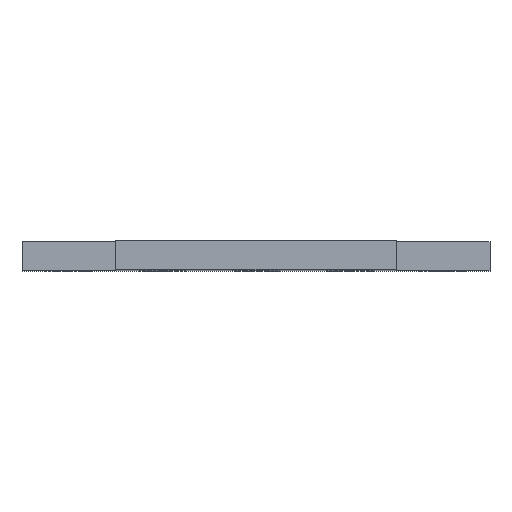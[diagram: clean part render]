
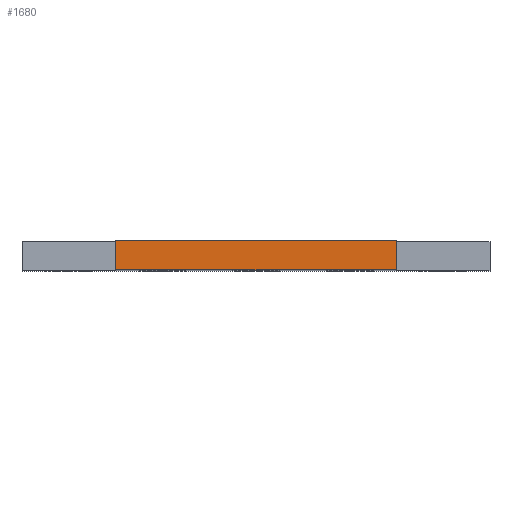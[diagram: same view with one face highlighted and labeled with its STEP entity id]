
A CAD part, top view. The second image highlights one B-rep face of the part: STEP entity #1680.
In plain terms, the highlighted planar face has unit normal (0, 0, 1).
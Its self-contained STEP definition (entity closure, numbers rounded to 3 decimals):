
#15 = VECTOR ( 'NONE', #683, 1000. ) ;
#59 = VECTOR ( 'NONE', #2186, 1000. ) ;
#68 = ORIENTED_EDGE ( 'NONE', *, *, #2141, .F. ) ;
#113 = LINE ( 'NONE', #290, #143 ) ;
#132 = EDGE_LOOP ( 'NONE', ( #1992, #68, #672, #463 ) ) ;
#143 = VECTOR ( 'NONE', #2273, 1000. ) ;
#290 = CARTESIAN_POINT ( 'NONE',  ( -15., 0., 52. ) ) ;
#341 = CARTESIAN_POINT ( 'NONE',  ( 4., 2.5, 52. ) ) ;
#382 = VECTOR ( 'NONE', #454, 1000. ) ;
#454 = DIRECTION ( 'NONE',  ( 0., 1., 0. ) ) ;
#463 = ORIENTED_EDGE ( 'NONE', *, *, #618, .T. ) ;
#476 = AXIS2_PLACEMENT_3D ( 'NONE', #962, #1579, #574 ) ;
#521 = FACE_OUTER_BOUND ( 'NONE', #132, .T. ) ;
#574 = DIRECTION ( 'NONE',  ( 1., 0., 0. ) ) ;
#575 = CARTESIAN_POINT ( 'NONE',  ( -20., -46.84, 52. ) ) ;
#618 = EDGE_CURVE ( 'NONE', #1655, #2236, #1195, .T. ) ;
#672 = ORIENTED_EDGE ( 'NONE', *, *, #2585, .F. ) ;
#683 = DIRECTION ( 'NONE',  ( 1., 0., 0. ) ) ;
#721 = EDGE_CURVE ( 'NONE', #1381, #2236, #1253, .T. ) ;
#962 = CARTESIAN_POINT ( 'NONE',  ( -15., 23.76, 52. ) ) ;
#1177 = CARTESIAN_POINT ( 'NONE',  ( 4., 0., 52. ) ) ;
#1183 = VERTEX_POINT ( 'NONE', #2476 ) ;
#1195 = LINE ( 'NONE', #1635, #382 ) ;
#1253 = LINE ( 'NONE', #2080, #15 ) ;
#1381 = VERTEX_POINT ( 'NONE', #1694 ) ;
#1517 = LINE ( 'NONE', #575, #59 ) ;
#1579 = DIRECTION ( 'NONE',  ( 0., 0., 1. ) ) ;
#1635 = CARTESIAN_POINT ( 'NONE',  ( 4., -46.84, 52. ) ) ;
#1655 = VERTEX_POINT ( 'NONE', #1177 ) ;
#1680 = ADVANCED_FACE ( 'NONE', ( #521 ), #1947, .T. ) ;
#1694 = CARTESIAN_POINT ( 'NONE',  ( -20., 2.5, 52. ) ) ;
#1947 = PLANE ( 'NONE',  #476 ) ;
#1992 = ORIENTED_EDGE ( 'NONE', *, *, #721, .F. ) ;
#2080 = CARTESIAN_POINT ( 'NONE',  ( -15., 2.5, 52. ) ) ;
#2141 = EDGE_CURVE ( 'NONE', #1183, #1381, #1517, .T. ) ;
#2186 = DIRECTION ( 'NONE',  ( 0., 1., 0. ) ) ;
#2236 = VERTEX_POINT ( 'NONE', #341 ) ;
#2273 = DIRECTION ( 'NONE',  ( -1., 0., 0. ) ) ;
#2476 = CARTESIAN_POINT ( 'NONE',  ( -20., 0., 52. ) ) ;
#2585 = EDGE_CURVE ( 'NONE', #1655, #1183, #113, .T. ) ;
